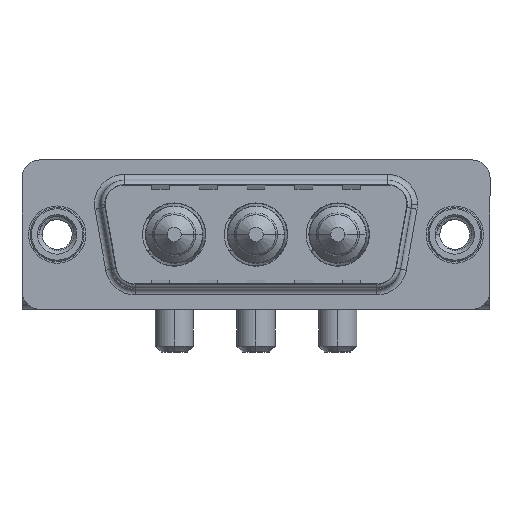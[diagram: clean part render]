
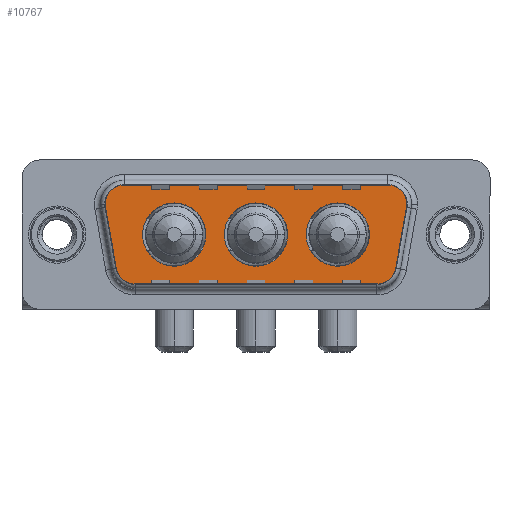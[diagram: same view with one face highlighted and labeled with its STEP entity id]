
A CAD part, top view. The second image highlights one B-rep face of the part: STEP entity #10767.
In plain terms, the highlighted planar face has unit normal (0, 0, 1).
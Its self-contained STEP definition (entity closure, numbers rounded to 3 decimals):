
#232 = DIRECTION ( 'NONE',  ( 0., 0., 1. ) ) ;
#381 = ORIENTED_EDGE ( 'NONE', *, *, #2030, .F. ) ;
#464 = CARTESIAN_POINT ( 'NONE',  ( 9.8, 0., 0. ) ) ;
#475 = CARTESIAN_POINT ( 'NONE',  ( 3.441, 2.553, 0. ) ) ;
#737 = DIRECTION ( 'NONE',  ( 0., 0., 1. ) ) ;
#887 = FACE_BOUND ( 'NONE', #10536, .T. ) ;
#1000 = VERTEX_POINT ( 'NONE', #8135 ) ;
#1009 = DIRECTION ( 'NONE',  ( 1., 0., 0. ) ) ;
#1088 = LINE ( 'NONE', #4746, #7758 ) ;
#1194 = EDGE_CURVE ( 'NONE', #3218, #2588, #1719, .T. ) ;
#1244 = CARTESIAN_POINT ( 'NONE',  ( 26.866, -2.9, 0. ) ) ;
#1471 = VECTOR ( 'NONE', #13727, 1000. ) ;
#1608 = AXIS2_PLACEMENT_3D ( 'NONE', #13726, #8960, #3165 ) ;
#1621 = DIRECTION ( 'NONE',  ( 0.174, -0.985, 0. ) ) ;
#1700 = CIRCLE ( 'NONE', #8915, 2. ) ;
#1719 = CIRCLE ( 'NONE', #13685, 2. ) ;
#1737 = ORIENTED_EDGE ( 'NONE', *, *, #13603, .T. ) ;
#2030 = EDGE_CURVE ( 'NONE', #10147, #8642, #14217, .T. ) ;
#2189 = AXIS2_PLACEMENT_3D ( 'NONE', #5623, #9061, #13828 ) ;
#2336 = CARTESIAN_POINT ( 'NONE',  ( 23.5, 0., 0. ) ) ;
#2352 = EDGE_CURVE ( 'NONE', #2588, #4067, #6449, .T. ) ;
#2588 = VERTEX_POINT ( 'NONE', #8523 ) ;
#2699 = AXIS2_PLACEMENT_3D ( 'NONE', #2336, #4600, #9442 ) ;
#2729 = CARTESIAN_POINT ( 'NONE',  ( 5.411, 4.9, 0. ) ) ;
#2948 = VERTEX_POINT ( 'NONE', #15073 ) ;
#2991 = DIRECTION ( 'NONE',  ( 1., 0., 0. ) ) ;
#3105 = DIRECTION ( 'NONE',  ( 1., 0., 0. ) ) ;
#3114 = ORIENTED_EDGE ( 'NONE', *, *, #2352, .T. ) ;
#3165 = DIRECTION ( 'NONE',  ( 1., 0., 0. ) ) ;
#3174 = ORIENTED_EDGE ( 'NONE', *, *, #8079, .F. ) ;
#3218 = VERTEX_POINT ( 'NONE', #2729 ) ;
#3268 = CARTESIAN_POINT ( 'NONE',  ( 29.859, 2.553, 0. ) ) ;
#4059 = DIRECTION ( 'NONE',  ( -1., 0., 0. ) ) ;
#4067 = VERTEX_POINT ( 'NONE', #7045 ) ;
#4202 = ORIENTED_EDGE ( 'NONE', *, *, #12928, .F. ) ;
#4361 = DIRECTION ( 'NONE',  ( 0., 0., 1. ) ) ;
#4600 = DIRECTION ( 'NONE',  ( 0., 0., 1. ) ) ;
#4746 = CARTESIAN_POINT ( 'NONE',  ( 5.411, 4.9, 0. ) ) ;
#4787 = DIRECTION ( 'NONE',  ( 0., 0., 1. ) ) ;
#5389 = AXIS2_PLACEMENT_3D ( 'NONE', #13902, #737, #5539 ) ;
#5497 = DIRECTION ( 'NONE',  ( 0., 0., 1. ) ) ;
#5539 = DIRECTION ( 'NONE',  ( 1., 0., 0. ) ) ;
#5623 = CARTESIAN_POINT ( 'NONE',  ( 9.8, 0., 0. ) ) ;
#5630 = ORIENTED_EDGE ( 'NONE', *, *, #13334, .T. ) ;
#5790 = EDGE_CURVE ( 'NONE', #11024, #12667, #14762, .T. ) ;
#5807 = EDGE_CURVE ( 'NONE', #2948, #13568, #10274, .T. ) ;
#5885 = CARTESIAN_POINT ( 'NONE',  ( 19.3, 0., 0. ) ) ;
#5920 = CIRCLE ( 'NONE', #14652, 2. ) ;
#6396 = CARTESIAN_POINT ( 'NONE',  ( 6.434, -2.9, 0. ) ) ;
#6449 = LINE ( 'NONE', #475, #6944 ) ;
#6629 = FACE_OUTER_BOUND ( 'NONE', #7754, .T. ) ;
#6764 = DIRECTION ( 'NONE',  ( 0., 0., 1. ) ) ;
#6841 = CARTESIAN_POINT ( 'NONE',  ( 28.836, -3.247, 0. ) ) ;
#6944 = VECTOR ( 'NONE', #1621, 1000. ) ;
#7045 = CARTESIAN_POINT ( 'NONE',  ( 4.464, -3.247, 0. ) ) ;
#7089 = CARTESIAN_POINT ( 'NONE',  ( 20.85, 0., 0. ) ) ;
#7147 = EDGE_LOOP ( 'NONE', ( #381, #3174 ) ) ;
#7222 = CARTESIAN_POINT ( 'NONE',  ( 6.434, -4.9, 0. ) ) ;
#7293 = VERTEX_POINT ( 'NONE', #14247 ) ;
#7697 = EDGE_CURVE ( 'NONE', #1000, #7293, #8309, .T. ) ;
#7713 = LINE ( 'NONE', #8961, #1471 ) ;
#7754 = EDGE_LOOP ( 'NONE', ( #1737, #5630, #12367, #15176, #14196, #10233, #3114, #11114, #12737 ) ) ;
#7758 = VECTOR ( 'NONE', #11926, 1000. ) ;
#7852 = VERTEX_POINT ( 'NONE', #8543 ) ;
#7948 = CARTESIAN_POINT ( 'NONE',  ( 27.889, 2.9, 0. ) ) ;
#8079 = EDGE_CURVE ( 'NONE', #8642, #10147, #14324, .T. ) ;
#8135 = CARTESIAN_POINT ( 'NONE',  ( 6.434, -4.9, 0. ) ) ;
#8309 = LINE ( 'NONE', #7222, #9567 ) ;
#8393 = DIRECTION ( 'NONE',  ( 1., 0., 0. ) ) ;
#8523 = CARTESIAN_POINT ( 'NONE',  ( 3.441, 2.553, 0. ) ) ;
#8543 = CARTESIAN_POINT ( 'NONE',  ( 7.15, 0., 0. ) ) ;
#8642 = VERTEX_POINT ( 'NONE', #9328 ) ;
#8751 = DIRECTION ( 'NONE',  ( 0., 0., 1. ) ) ;
#8831 = EDGE_LOOP ( 'NONE', ( #13612, #15354 ) ) ;
#8915 = AXIS2_PLACEMENT_3D ( 'NONE', #6396, #8751, #4059 ) ;
#8960 = DIRECTION ( 'NONE',  ( 0., 0., 1. ) ) ;
#8961 = CARTESIAN_POINT ( 'NONE',  ( 29.859, 2.553, 0. ) ) ;
#9061 = DIRECTION ( 'NONE',  ( 0., 0., 1. ) ) ;
#9122 = CARTESIAN_POINT ( 'NONE',  ( 16.65, 0., 0. ) ) ;
#9328 = CARTESIAN_POINT ( 'NONE',  ( 14., 0., 0. ) ) ;
#9442 = DIRECTION ( 'NONE',  ( 1., 0., 0. ) ) ;
#9513 = CIRCLE ( 'NONE', #10002, 2.65 ) ;
#9550 = CARTESIAN_POINT ( 'NONE',  ( 5.411, 2.9, 0. ) ) ;
#9567 = VECTOR ( 'NONE', #1009, 1000. ) ;
#9590 = EDGE_CURVE ( 'NONE', #13568, #3218, #1088, .T. ) ;
#9679 = EDGE_CURVE ( 'NONE', #13520, #7852, #9513, .T. ) ;
#10002 = AXIS2_PLACEMENT_3D ( 'NONE', #464, #14724, #12157 ) ;
#10147 = VERTEX_POINT ( 'NONE', #5885 ) ;
#10233 = ORIENTED_EDGE ( 'NONE', *, *, #1194, .T. ) ;
#10274 = CIRCLE ( 'NONE', #12267, 2. ) ;
#10292 = DIRECTION ( 'NONE',  ( -1., 0., 0. ) ) ;
#10436 = CIRCLE ( 'NONE', #2699, 2.65 ) ;
#10536 = EDGE_LOOP ( 'NONE', ( #4202, #14404 ) ) ;
#10767 = ADVANCED_FACE ( 'NONE', ( #14766, #887, #15067, #6629 ), #11485, .T. ) ;
#10796 = DIRECTION ( 'NONE',  ( 1., 0., 0. ) ) ;
#10982 = VERTEX_POINT ( 'NONE', #3268 ) ;
#11024 = VERTEX_POINT ( 'NONE', #7089 ) ;
#11114 = ORIENTED_EDGE ( 'NONE', *, *, #12059, .T. ) ;
#11267 = AXIS2_PLACEMENT_3D ( 'NONE', #12380, #13620, #2991 ) ;
#11485 = PLANE ( 'NONE',  #5389 ) ;
#11926 = DIRECTION ( 'NONE',  ( -1., 0., 0. ) ) ;
#12059 = EDGE_CURVE ( 'NONE', #4067, #1000, #1700, .T. ) ;
#12157 = DIRECTION ( 'NONE',  ( 1., 0., 0. ) ) ;
#12267 = AXIS2_PLACEMENT_3D ( 'NONE', #12536, #5497, #15020 ) ;
#12284 = EDGE_CURVE ( 'NONE', #7852, #13520, #15158, .T. ) ;
#12367 = ORIENTED_EDGE ( 'NONE', *, *, #13398, .T. ) ;
#12380 = CARTESIAN_POINT ( 'NONE',  ( 23.5, 0., 0. ) ) ;
#12536 = CARTESIAN_POINT ( 'NONE',  ( 27.889, 2.9, 0. ) ) ;
#12667 = VERTEX_POINT ( 'NONE', #14166 ) ;
#12737 = ORIENTED_EDGE ( 'NONE', *, *, #7697, .T. ) ;
#12928 = EDGE_CURVE ( 'NONE', #12667, #11024, #10436, .T. ) ;
#13086 = CARTESIAN_POINT ( 'NONE',  ( 27.889, 4.9, 0. ) ) ;
#13117 = CIRCLE ( 'NONE', #14611, 2. ) ;
#13164 = CARTESIAN_POINT ( 'NONE',  ( 12.45, 0., 0. ) ) ;
#13334 = EDGE_CURVE ( 'NONE', #13382, #10982, #7713, .T. ) ;
#13382 = VERTEX_POINT ( 'NONE', #6841 ) ;
#13398 = EDGE_CURVE ( 'NONE', #10982, #2948, #5920, .T. ) ;
#13453 = AXIS2_PLACEMENT_3D ( 'NONE', #9122, #4361, #3105 ) ;
#13520 = VERTEX_POINT ( 'NONE', #13164 ) ;
#13568 = VERTEX_POINT ( 'NONE', #13086 ) ;
#13603 = EDGE_CURVE ( 'NONE', #7293, #13382, #13117, .T. ) ;
#13612 = ORIENTED_EDGE ( 'NONE', *, *, #9679, .F. ) ;
#13620 = DIRECTION ( 'NONE',  ( 0., 0., 1. ) ) ;
#13685 = AXIS2_PLACEMENT_3D ( 'NONE', #9550, #4787, #10796 ) ;
#13726 = CARTESIAN_POINT ( 'NONE',  ( 16.65, 0., 0. ) ) ;
#13727 = DIRECTION ( 'NONE',  ( 0.174, 0.985, 0. ) ) ;
#13828 = DIRECTION ( 'NONE',  ( 1., 0., 0. ) ) ;
#13902 = CARTESIAN_POINT ( 'NONE',  ( 26.866, -2.9, 0. ) ) ;
#14166 = CARTESIAN_POINT ( 'NONE',  ( 26.15, 0., 0. ) ) ;
#14196 = ORIENTED_EDGE ( 'NONE', *, *, #9590, .T. ) ;
#14217 = CIRCLE ( 'NONE', #13453, 2.65 ) ;
#14247 = CARTESIAN_POINT ( 'NONE',  ( 26.866, -4.9, 0. ) ) ;
#14324 = CIRCLE ( 'NONE', #1608, 2.65 ) ;
#14404 = ORIENTED_EDGE ( 'NONE', *, *, #5790, .F. ) ;
#14611 = AXIS2_PLACEMENT_3D ( 'NONE', #1244, #232, #8393 ) ;
#14652 = AXIS2_PLACEMENT_3D ( 'NONE', #7948, #6764, #10292 ) ;
#14724 = DIRECTION ( 'NONE',  ( 0., 0., 1. ) ) ;
#14762 = CIRCLE ( 'NONE', #11267, 2.65 ) ;
#14766 = FACE_BOUND ( 'NONE', #7147, .T. ) ;
#15020 = DIRECTION ( 'NONE',  ( -1., 0., 0. ) ) ;
#15067 = FACE_BOUND ( 'NONE', #8831, .T. ) ;
#15073 = CARTESIAN_POINT ( 'NONE',  ( 29.889, 2.9, 0. ) ) ;
#15158 = CIRCLE ( 'NONE', #2189, 2.65 ) ;
#15176 = ORIENTED_EDGE ( 'NONE', *, *, #5807, .T. ) ;
#15354 = ORIENTED_EDGE ( 'NONE', *, *, #12284, .F. ) ;
